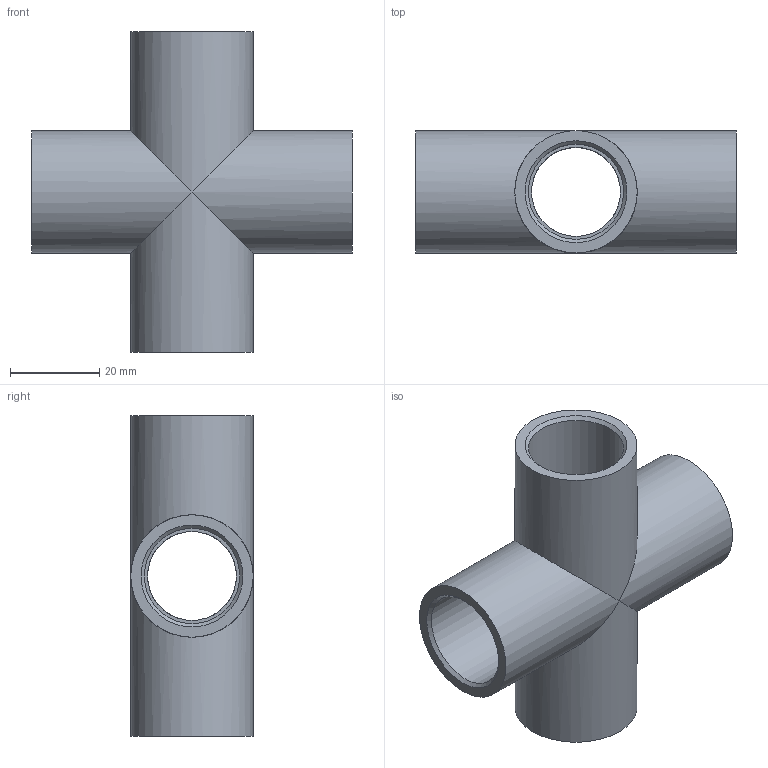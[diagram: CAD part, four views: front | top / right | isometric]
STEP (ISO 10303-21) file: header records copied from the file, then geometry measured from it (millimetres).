
FILE_DESCRIPTION(('FreeCAD Model'),'2;1');
FILE_NAME('pvc_cross.step', '2016-09-24T14:16:54',('Author'),(''), 'Open CASCADE STEP processor 6.8','FreeCAD','Unknown');
FILE_SCHEMA(('AUTOMOTIVE_DESIGN_CC2 { 1 2 10303 214 -1 1 5 4 }'));
Length unit declared in the file: millimetre
Products named in the file (2): ASSEMBLY; cross
Assembly tree (1 placements, depth 2):
  ASSEMBLY
    cross
Bounding box: 72 x 27.5 x 72 mm (x, y, z)
Volume: 27630.8 mm3; surface area: 18258.9 mm2
Topology: 1 solids, 1 shells, 24 faces, 51 edges, 31 vertices
Faces by surface type: cylinder 12, plane 8, cone 4
Full cylindrical faces by diameter (mm): 20 x4, 21.4 x4, 27.5 x4
Entity records: 1572 total; most frequent: CARTESIAN_POINT 510, DIRECTION 194, ORIENTED_EDGE 102, PCURVE 102, DEFINITIONAL_REPRESENTATION 102, LINE 64, VECTOR 64, AXIS2_PLACEMENT_3D 61
